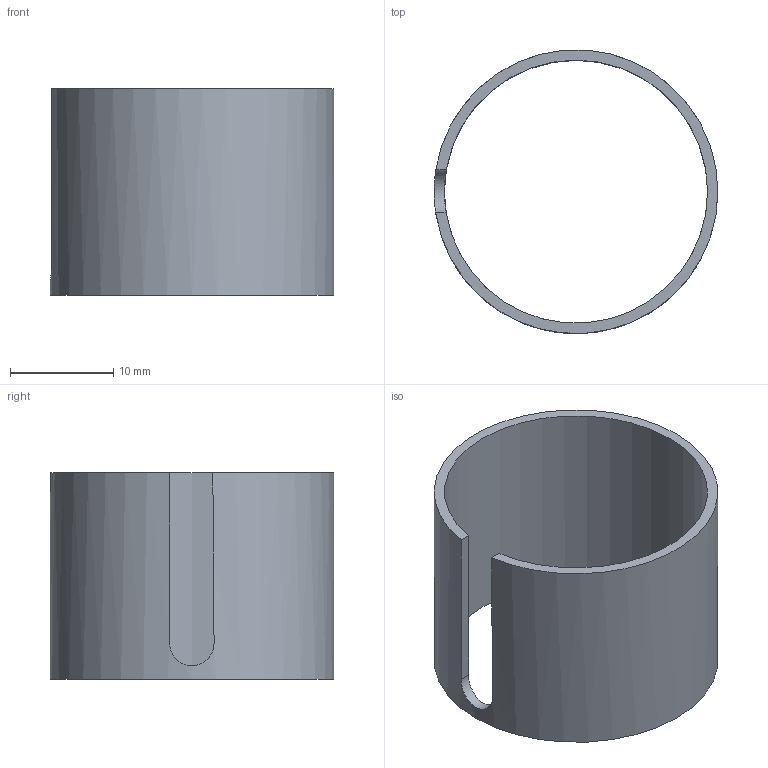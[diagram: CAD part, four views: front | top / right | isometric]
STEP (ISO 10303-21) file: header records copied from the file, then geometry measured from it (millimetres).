
FILE_DESCRIPTION(/* description */ ('Unknown'),/* implementation_level */ '2;1');
FILE_NAME(/* name */ 'Magnet-Holder-Release-1',/* time_stamp */ '2021-05-28T18:08:22-05:00',/* author */ ('Unknown'),/* organization */ ('Unknown'),/* preprocessor_version */ 'ST-DEVELOPER v16.7',/* originating_system */ 'Solid Edge',/* authorisation */ 'Unknown');
FILE_SCHEMA (('AUTOMOTIVE_DESIGN {1 0 10303 214 3 1 1}'));
Length unit declared in the file: millimetre
Products named in the file (1): MagnetHolder
Bounding box: 27.5 x 27.5 x 20 mm (x, y, z)
Volume: 1587.3 mm3; surface area: 3377.3 mm2
Topology: 1 solids, 1 shells, 7 faces, 18 edges, 12 vertices
Faces by surface type: plane 4, cylinder 3
Full cylindrical faces by diameter (mm): 25.5 x1, 27.5 x1
Entity records: 232 total; most frequent: CARTESIAN_POINT 44, DIRECTION 34, ORIENTED_EDGE 28, EDGE_CURVE 14, AXIS2_PLACEMENT_3D 14, VERTEX_POINT 10, EDGE_LOOP 10, FACE_BOUND 10
